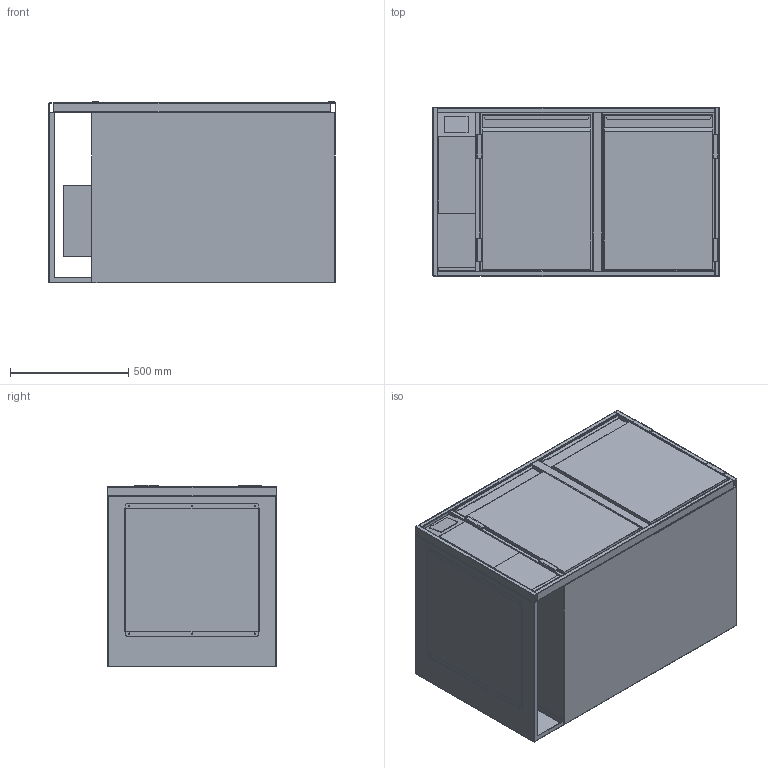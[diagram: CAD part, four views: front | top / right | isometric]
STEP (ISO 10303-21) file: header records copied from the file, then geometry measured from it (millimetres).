
FILE_DESCRIPTION (( 'STEP AP203' ), '1' );
FILE_NAME ('G-BKZ-2-71-L-2T.step', '2024-02-26T13:32:44', ( '' ), ( '' ), 'SwSTEP 2.0', 'SolidWorks 2023', '' );
FILE_SCHEMA (( 'CONFIG_CONTROL_DESIGN' ));
Length unit declared in the file: millimetre
Products named in the file (10): 24-02-55012_G-KT-Korpus-1030-760-710-L; 20-03-43318_G-KT-Rahmen-Tür-475-710; 21-01-47565_G-KT-FRR-710-1210--1030B-180; 20-03-43319_G-BK-Einbauelement-Tür-475-760-710-L; 18-06-35404_TUER-460-655-R; 20-03-43319_G-BK-Einbauelement-Tür-475-760-710-R; 18-06-35404_TUER-460-655-L; 24-02-55011_G-KT-Fach-Z-L-180-760-710; 20-03-43331_G-KT-Auflage-475-760-ohne-Rost; G-BKZ-2-71-L-2T
Assembly tree (19 placements, depth 3):
  G-BKZ-2-71-L-2T
    24-02-55012_G-KT-Korpus-1030-760-710-L
    21-01-47565_G-KT-FRR-710-1210--1030B-180
    24-02-55011_G-KT-Fach-Z-L-180-760-710
    20-03-43319_G-BK-Einbauelement-Tür-475-760-710-L
      20-03-43318_G-KT-Rahmen-Tür-475-710
      18-06-35404_TUER-460-655-L
      20-03-43331_G-KT-Auflage-475-760-ohne-Rost  x5
    20-03-43319_G-BK-Einbauelement-Tür-475-760-710-R
      20-03-43318_G-KT-Rahmen-Tür-475-710
      18-06-35404_TUER-460-655-R
      20-03-43331_G-KT-Auflage-475-760-ohne-Rost  x5
Bounding box: 1211 x 710 x 767.5 mm (x, y, z)
Volume: 26092196.2 mm3; surface area: 14001906.8 mm2
Topology: 28 solids, 33 shells, 910 faces, 2156 edges, 1292 vertices
Faces by surface type: plane 544, cylinder 286, sphere 34, torus 32, bspline 14
Entity records: 19298 total; most frequent: CARTESIAN_POINT 3593, DIRECTION 3080, ORIENTED_EDGE 2928, EDGE_CURVE 1466, AXIS2_PLACEMENT_3D 1071, LINE 938, VECTOR 938, VERTEX_POINT 900
